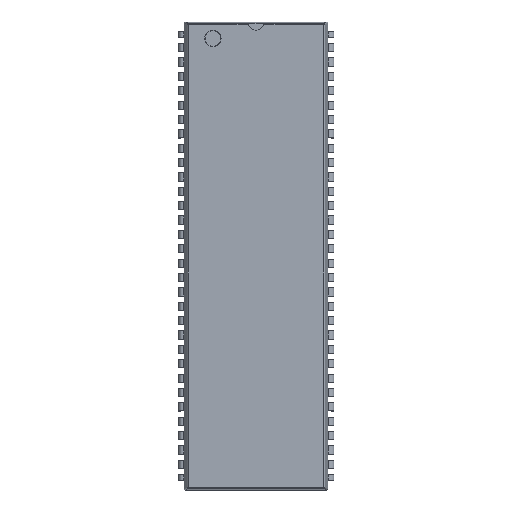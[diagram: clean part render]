
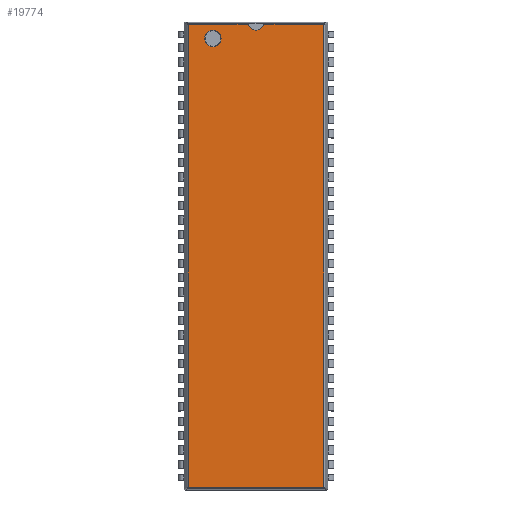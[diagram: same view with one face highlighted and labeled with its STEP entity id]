
A CAD part, top view. The second image highlights one B-rep face of the part: STEP entity #19774.
In plain terms, the highlighted planar face has unit normal (0, 0, 1).
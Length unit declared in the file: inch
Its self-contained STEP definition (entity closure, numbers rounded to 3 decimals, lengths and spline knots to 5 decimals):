
#2309 = CARTESIAN_POINT ( 'NONE',  ( -0.03807, 1.12772, 0.2 ) ) ;
#2377 = CARTESIAN_POINT ( 'NONE',  ( -0.33457, 1.12772, 0.2 ) ) ;
#2460 = DIRECTION ( 'NONE',  ( -1., 0., 0. ) ) ;
#2461 = VECTOR ( 'NONE', #2460, 39.37008 ) ;
#2465 = LINE ( 'NONE', #2377, #2461 ) ;
#2503 = CARTESIAN_POINT ( 'NONE',  ( -0.33038, 1.12772, 0.2 ) ) ;
#3102 = CARTESIAN_POINT ( 'NONE',  ( -0.33038, 1.14, 0.2 ) ) ;
#3103 = LINE ( 'NONE', #3102, #3151 ) ;
#3135 = LINE ( 'NONE', #3152, #3187 ) ;
#3139 = CARTESIAN_POINT ( 'NONE',  ( 0.03807, 1.12772, 0.2 ) ) ;
#3146 = DIRECTION ( 'NONE',  ( -1., 0., 0. ) ) ;
#3150 = DIRECTION ( 'NONE',  ( 0., -1., 0. ) ) ;
#3151 = VECTOR ( 'NONE', #3150, 39.37008 ) ;
#3152 = CARTESIAN_POINT ( 'NONE',  ( -0.33457, 1.12772, 0.2 ) ) ;
#3170 = CARTESIAN_POINT ( 'NONE',  ( 0.33038, 1.12772, 0.2 ) ) ;
#3184 = CARTESIAN_POINT ( 'NONE',  ( -0.33038, -1.12772, 0.2 ) ) ;
#3187 = VECTOR ( 'NONE', #3146, 39.37008 ) ;
#3234 = DIRECTION ( 'NONE',  ( 1., 0., 0. ) ) ;
#3235 = DIRECTION ( 'NONE',  ( 0., 0., 1. ) ) ;
#3236 = AXIS2_PLACEMENT_3D ( 'NONE', #3242, #3235, #3234 ) ;
#3237 = CIRCLE ( 'NONE', #3236, 0.04 ) ;
#3242 = CARTESIAN_POINT ( 'NONE',  ( 0., 1.14, 0.2 ) ) ;
#3257 = DIRECTION ( 'NONE',  ( 1., 0., 0. ) ) ;
#3258 = DIRECTION ( 'NONE',  ( 0., 0., 1. ) ) ;
#3259 = CARTESIAN_POINT ( 'NONE',  ( -0.21, 1.06, 0.2 ) ) ;
#3263 = DIRECTION ( 'NONE',  ( 0., 1., 0. ) ) ;
#3264 = VECTOR ( 'NONE', #3263, 39.37008 ) ;
#3265 = CARTESIAN_POINT ( 'NONE',  ( 0.33038, 1.14, 0.2 ) ) ;
#3266 = LINE ( 'NONE', #3265, #3264 ) ;
#3270 = AXIS2_PLACEMENT_3D ( 'NONE', #3259, #3258, #3257 ) ;
#3273 = CIRCLE ( 'NONE', #3270, 0.04 ) ;
#3274 = DIRECTION ( 'NONE',  ( 1., 0., 0. ) ) ;
#3275 = VECTOR ( 'NONE', #3274, 39.37008 ) ;
#3276 = CARTESIAN_POINT ( 'NONE',  ( 0.33457, -1.12772, 0.2 ) ) ;
#3277 = LINE ( 'NONE', #3276, #3275 ) ;
#3279 = CARTESIAN_POINT ( 'NONE',  ( 0.33038, -1.12772, 0.2 ) ) ;
#3374 = FACE_OUTER_BOUND ( 'NONE', #19629, .T. ) ;
#3380 = CARTESIAN_POINT ( 'NONE',  ( 0.33457, 1.14, 0.2 ) ) ;
#3383 = FACE_BOUND ( 'NONE', #19709, .T. ) ;
#3404 = AXIS2_PLACEMENT_3D ( 'NONE', #3380, #3461, #3460 ) ;
#3425 = PLANE ( 'NONE',  #3404 ) ;
#3460 = DIRECTION ( 'NONE',  ( -1., 0., 0. ) ) ;
#3461 = DIRECTION ( 'NONE',  ( 0., 0., -1. ) ) ;
#5619 = CARTESIAN_POINT ( 'NONE',  ( -0.17, 1.06, 0.2 ) ) ;
#5699 = AXIS2_PLACEMENT_3D ( 'NONE', #5708, #5707, #5706 ) ;
#5706 = DIRECTION ( 'NONE',  ( 1., 0., 0. ) ) ;
#5707 = DIRECTION ( 'NONE',  ( 0., 0., 1. ) ) ;
#5708 = CARTESIAN_POINT ( 'NONE',  ( -0.21, 1.06, 0.2 ) ) ;
#5713 = CIRCLE ( 'NONE', #5699, 0.04 ) ;
#5743 = CARTESIAN_POINT ( 'NONE',  ( -0.25, 1.06, 0.2 ) ) ;
#19146 = VERTEX_POINT ( 'NONE', #2309 ) ;
#19211 = EDGE_CURVE ( 'NONE', #19146, #19234, #2465, .T. ) ;
#19234 = VERTEX_POINT ( 'NONE', #2503 ) ;
#19625 = ORIENTED_EDGE ( 'NONE', *, *, #19211, .T. ) ;
#19629 = EDGE_LOOP ( 'NONE', ( #19692, #19696, #19625, #19716, #19705, #19715 ) ) ;
#19632 = EDGE_CURVE ( 'NONE', #19234, #19681, #3103, .T. ) ;
#19640 = EDGE_CURVE ( 'NONE', #19653, #19642, #3135, .T. ) ;
#19642 = VERTEX_POINT ( 'NONE', #3139 ) ;
#19653 = VERTEX_POINT ( 'NONE', #3170 ) ;
#19665 = ORIENTED_EDGE ( 'NONE', *, *, #19707, .F. ) ;
#19681 = VERTEX_POINT ( 'NONE', #3184 ) ;
#19692 = ORIENTED_EDGE ( 'NONE', *, *, #19640, .T. ) ;
#19694 = EDGE_CURVE ( 'NONE', #19146, #19642, #3237, .T. ) ;
#19696 = ORIENTED_EDGE ( 'NONE', *, *, #19694, .F. ) ;
#19702 = EDGE_CURVE ( 'NONE', #19681, #19711, #3277, .T. ) ;
#19705 = ORIENTED_EDGE ( 'NONE', *, *, #19702, .T. ) ;
#19706 = EDGE_CURVE ( 'NONE', #19711, #19653, #3266, .T. ) ;
#19707 = EDGE_CURVE ( 'NONE', #20700, #20760, #3273, .T. ) ;
#19709 = EDGE_LOOP ( 'NONE', ( #19665, #19731 ) ) ;
#19711 = VERTEX_POINT ( 'NONE', #3279 ) ;
#19715 = ORIENTED_EDGE ( 'NONE', *, *, #19706, .T. ) ;
#19716 = ORIENTED_EDGE ( 'NONE', *, *, #19632, .T. ) ;
#19731 = ORIENTED_EDGE ( 'NONE', *, *, #20741, .F. ) ;
#19774 = ADVANCED_FACE ( 'NONE', ( #3374, #3383 ), #3425, .F. ) ;
#20700 = VERTEX_POINT ( 'NONE', #5619 ) ;
#20741 = EDGE_CURVE ( 'NONE', #20760, #20700, #5713, .T. ) ;
#20760 = VERTEX_POINT ( 'NONE', #5743 ) ;
